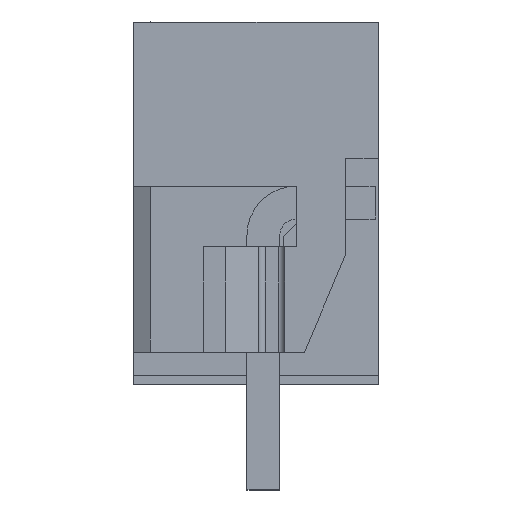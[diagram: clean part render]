
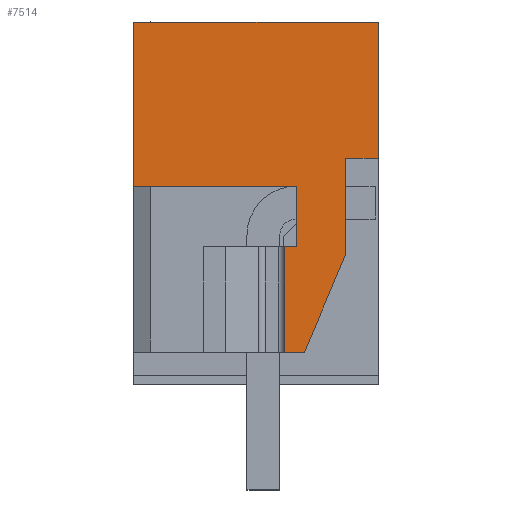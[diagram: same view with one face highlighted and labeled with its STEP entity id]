
A CAD part, left-side view. The second image highlights one B-rep face of the part: STEP entity #7514.
In plain terms, the highlighted planar face has unit normal (-1, 0, 0).
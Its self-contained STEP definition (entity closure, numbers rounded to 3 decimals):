
#7447=AXIS2_PLACEMENT_3D('Plane Axis2P3D',#7444,#7445,#7446) ;
#296=CARTESIAN_POINT('Vertex',(0.,7.45,9.25)) ;
#299=CARTESIAN_POINT('Line Origine',(0.,7.45,11.75)) ;
#303=CARTESIAN_POINT('Vertex',(0.,7.45,14.25)) ;
#7291=CARTESIAN_POINT('Vertex',(0.,2.25,4.2)) ;
#7294=CARTESIAN_POINT('Line Origine',(0.,2.55,4.2)) ;
#7298=CARTESIAN_POINT('Vertex',(0.,2.85,4.2)) ;
#7399=CARTESIAN_POINT('Line Origine',(0.,4.975,9.25)) ;
#7403=CARTESIAN_POINT('Vertex',(0.,2.5,9.25)) ;
#7444=CARTESIAN_POINT('Axis2P3D Location',(0.,7.45,1.8)) ;
#7449=CARTESIAN_POINT('Line Origine',(0.,2.85,5.8)) ;
#7453=CARTESIAN_POINT('Vertex',(0.,2.85,7.4)) ;
#7456=CARTESIAN_POINT('Line Origine',(0.,1.623,5.679)) ;
#7460=CARTESIAN_POINT('Vertex',(0.,0.997,7.158)) ;
#7463=CARTESIAN_POINT('Line Origine',(0.,0.997,8.629)) ;
#7467=CARTESIAN_POINT('Vertex',(0.,0.997,10.1)) ;
#7470=CARTESIAN_POINT('Line Origine',(0.,0.498,10.1)) ;
#7474=CARTESIAN_POINT('Vertex',(0.,0.,10.1)) ;
#7477=CARTESIAN_POINT('Line Origine',(0.,0.,12.175)) ;
#7481=CARTESIAN_POINT('Vertex',(0.,0.,14.25)) ;
#7484=CARTESIAN_POINT('Line Origine',(0.,3.725,14.25)) ;
#7489=CARTESIAN_POINT('Line Origine',(0.,2.5,8.325)) ;
#7493=CARTESIAN_POINT('Vertex',(0.,2.5,7.4)) ;
#7496=CARTESIAN_POINT('Line Origine',(0.,2.675,7.4)) ;
#300=DIRECTION('Vector Direction',(0.,0.,-1.)) ;
#7295=DIRECTION('Vector Direction',(0.,-1.,0.)) ;
#7400=DIRECTION('Vector Direction',(0.,1.,0.)) ;
#7445=DIRECTION('Axis2P3D Direction',(1.,0.,-0.)) ;
#7446=DIRECTION('Axis2P3D XDirection',(0.,0.,1.)) ;
#7450=DIRECTION('Vector Direction',(0.,0.,1.)) ;
#7457=DIRECTION('Vector Direction',(0.,0.39,-0.921)) ;
#7464=DIRECTION('Vector Direction',(0.,0.,1.)) ;
#7471=DIRECTION('Vector Direction',(0.,-1.,0.)) ;
#7478=DIRECTION('Vector Direction',(0.,0.,1.)) ;
#7485=DIRECTION('Vector Direction',(0.,1.,0.)) ;
#7490=DIRECTION('Vector Direction',(0.,0.,-1.)) ;
#7497=DIRECTION('Vector Direction',(0.,1.,0.)) ;
#301=VECTOR('Line Direction',#300,1.) ;
#7296=VECTOR('Line Direction',#7295,1.) ;
#7401=VECTOR('Line Direction',#7400,1.) ;
#7451=VECTOR('Line Direction',#7450,1.) ;
#7458=VECTOR('Line Direction',#7457,1.) ;
#7465=VECTOR('Line Direction',#7464,1.) ;
#7472=VECTOR('Line Direction',#7471,1.) ;
#7479=VECTOR('Line Direction',#7478,1.) ;
#7486=VECTOR('Line Direction',#7485,1.) ;
#7491=VECTOR('Line Direction',#7490,1.) ;
#7498=VECTOR('Line Direction',#7497,1.) ;
#7502=ORIENTED_EDGE('',*,*,#7455,.F.) ;
#7503=ORIENTED_EDGE('',*,*,#7300,.F.) ;
#7504=ORIENTED_EDGE('',*,*,#7462,.F.) ;
#7505=ORIENTED_EDGE('',*,*,#7469,.F.) ;
#7506=ORIENTED_EDGE('',*,*,#7476,.F.) ;
#7507=ORIENTED_EDGE('',*,*,#7483,.F.) ;
#7508=ORIENTED_EDGE('',*,*,#7488,.F.) ;
#7509=ORIENTED_EDGE('',*,*,#305,.F.) ;
#7510=ORIENTED_EDGE('',*,*,#7405,.F.) ;
#7511=ORIENTED_EDGE('',*,*,#7495,.F.) ;
#7512=ORIENTED_EDGE('',*,*,#7500,.F.) ;
#7514=ADVANCED_FACE('HOUSING',(#7513),#7448,.F.) ;
#305=EDGE_CURVE('',#297,#304,#302,.F.) ;
#7300=EDGE_CURVE('',#7292,#7299,#7297,.F.) ;
#7405=EDGE_CURVE('',#7404,#297,#7402,.T.) ;
#7455=EDGE_CURVE('',#7299,#7454,#7452,.T.) ;
#7462=EDGE_CURVE('',#7461,#7292,#7459,.T.) ;
#7469=EDGE_CURVE('',#7468,#7461,#7466,.F.) ;
#7476=EDGE_CURVE('',#7475,#7468,#7473,.F.) ;
#7483=EDGE_CURVE('',#7482,#7475,#7480,.F.) ;
#7488=EDGE_CURVE('',#304,#7482,#7487,.F.) ;
#7495=EDGE_CURVE('',#7494,#7404,#7492,.F.) ;
#7500=EDGE_CURVE('',#7454,#7494,#7499,.F.) ;
#7501=EDGE_LOOP('',(#7502,#7503,#7504,#7505,#7506,#7507,#7508,#7509,#7510,#7511,#7512)) ;
#7513=FACE_OUTER_BOUND('',#7501,.T.) ;
#302=LINE('Line',#299,#301) ;
#7297=LINE('Line',#7294,#7296) ;
#7402=LINE('Line',#7399,#7401) ;
#7452=LINE('Line',#7449,#7451) ;
#7459=LINE('Line',#7456,#7458) ;
#7466=LINE('Line',#7463,#7465) ;
#7473=LINE('Line',#7470,#7472) ;
#7480=LINE('Line',#7477,#7479) ;
#7487=LINE('Line',#7484,#7486) ;
#7492=LINE('Line',#7489,#7491) ;
#7499=LINE('Line',#7496,#7498) ;
#7448=PLANE('',#7447) ;
#297=VERTEX_POINT('',#296) ;
#304=VERTEX_POINT('',#303) ;
#7292=VERTEX_POINT('',#7291) ;
#7299=VERTEX_POINT('',#7298) ;
#7404=VERTEX_POINT('',#7403) ;
#7454=VERTEX_POINT('',#7453) ;
#7461=VERTEX_POINT('',#7460) ;
#7468=VERTEX_POINT('',#7467) ;
#7475=VERTEX_POINT('',#7474) ;
#7482=VERTEX_POINT('',#7481) ;
#7494=VERTEX_POINT('',#7493) ;
